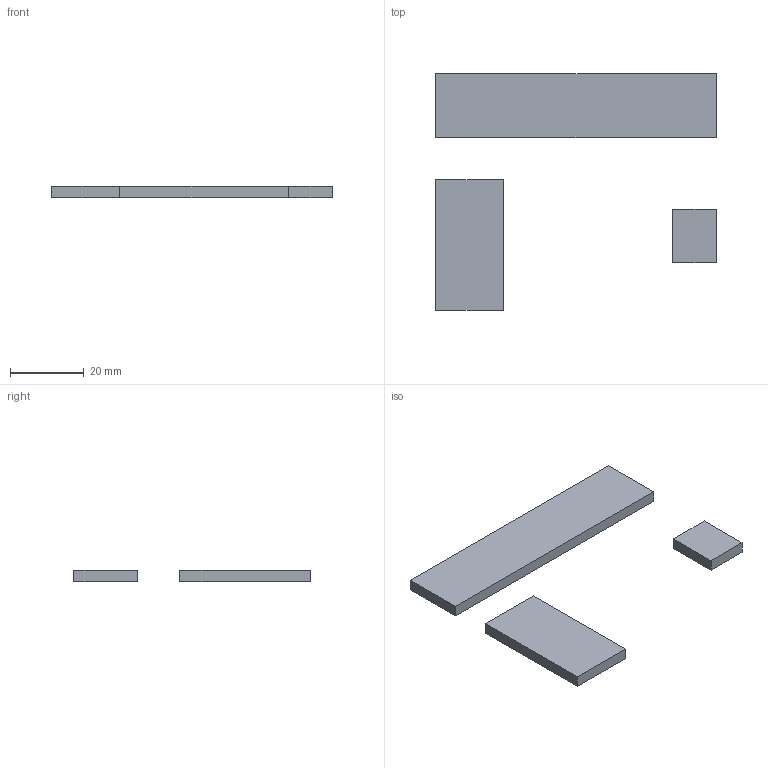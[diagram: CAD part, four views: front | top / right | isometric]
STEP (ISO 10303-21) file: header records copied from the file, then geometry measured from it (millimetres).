
FILE_DESCRIPTION (( 'STEP AP203' ), '1' );
FILE_NAME ('13766-2001-R1_FOAM.STEP', '2014-05-02T19:26:40', ( '' ), ( '' ), 'SwSTEP 2.0', 'SolidWorks 2013', '' );
FILE_SCHEMA (( 'CONFIG_CONTROL_DESIGN' ));
Length unit declared in the file: inch
Products named in the file (1): 13766-2001-R1_FOAM
Bounding box: 76.2 x 64.12 x 3.17 mm (x, y, z)
Volume: 6807.2 mm3; surface area: 5390.5 mm2
Topology: 3 solids, 3 shells, 18 faces, 36 edges, 24 vertices
Faces by surface type: plane 18
Entity records: 535 total; most frequent: CARTESIAN_POINT 79, DIRECTION 74, ORIENTED_EDGE 72, EDGE_CURVE 36, VECTOR 36, LINE 36, VERTEX_POINT 24, AXIS2_PLACEMENT_3D 19
